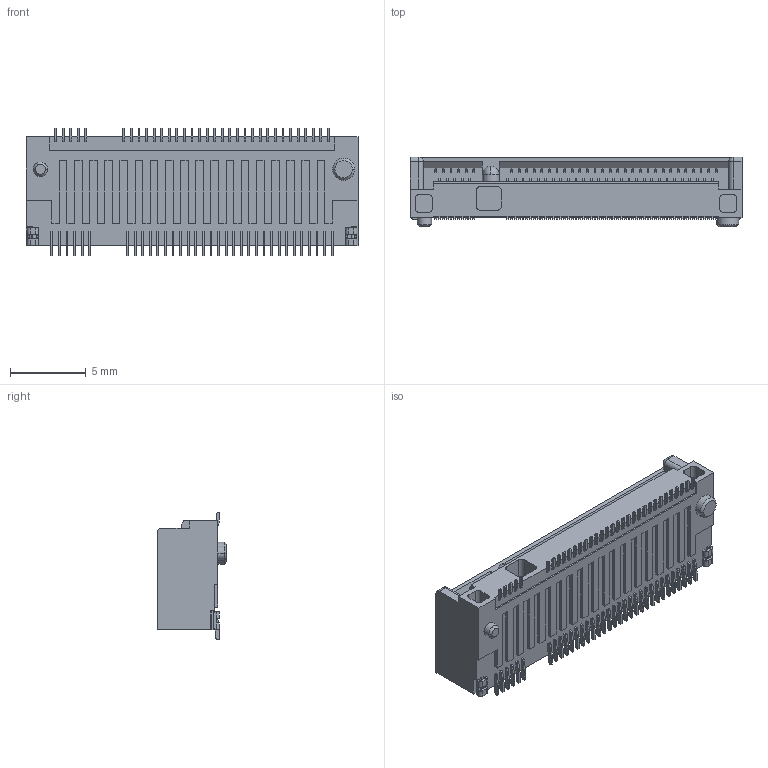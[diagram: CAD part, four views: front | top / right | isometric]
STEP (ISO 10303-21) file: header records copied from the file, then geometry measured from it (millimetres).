
FILE_DESCRIPTION (( 'STEP AP214' ), '1' );
FILE_NAME ('10128793-001RLF.STEP', '2023-05-18T12:31:14', ( '' ), ( '' ), 'SwSTEP 2.0', 'SolidWorks 2021', '' );
FILE_SCHEMA (( 'AUTOMOTIVE_DESIGN' ));
Length unit declared in the file: millimetre
Products named in the file (2): 10128793-001RLF; 10128793-001RLF--3DModel-STEP-533217
Assembly tree (1 placements, depth 2):
  10128793-001RLF
    10128793-001RLF--3DModel-STEP-533217
Bounding box: 21.9 x 4.6 x 8.4 mm (x, y, z)
Volume: 493.8 mm3; surface area: 850.2 mm2
Topology: 1 solids, 1 shells, 1454 faces, 4112 edges, 2726 vertices
Faces by surface type: plane 953, cylinder 491, cone 6, sphere 4
Entity records: 47150 total; most frequent: CARTESIAN_POINT 8420, ORIENTED_EDGE 8216, DIRECTION 7997, EDGE_CURVE 4108, VECTOR 3109, LINE 3109, VERTEX_POINT 2726, AXIS2_PLACEMENT_3D 2444
